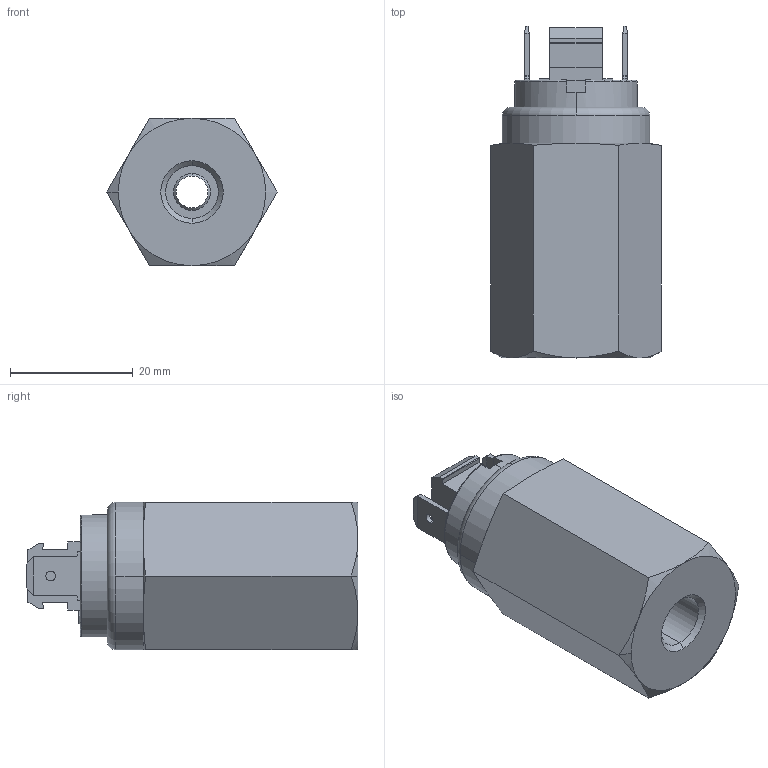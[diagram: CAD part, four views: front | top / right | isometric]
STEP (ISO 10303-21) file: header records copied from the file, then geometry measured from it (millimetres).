
FILE_DESCRIPTION (( 'STEP AP214' ), '1' );
FILE_NAME ('42.STEP', '2020-02-10T07:47:54', ( '' ), ( '' ), 'SwSTEP 2.0', 'SolidWorks 2019', '' );
FILE_SCHEMA (( 'AUTOMOTIVE_DESIGN' ));
Length unit declared in the file: millimetre
Products named in the file (1): 42
Bounding box: 27.71 x 54 x 24 mm (x, y, z)
Surface area: 6172.3 mm2 (no closed solid volume)
Topology: 0 solids, 6 shells, 314 faces, 1543 edges, 1150 vertices
Faces by surface type: plane 228, cylinder 34, bspline 30, cone 18, torus 4
Entity records: 20056 total; most frequent: CARTESIAN_POINT 5236, ORIENTED_EDGE 2270, DIRECTION 1982, EDGE_CURVE 1543, VERTEX_POINT 1150, VECTOR 1078, LINE 1078, AXIS2_PLACEMENT_3D 452
